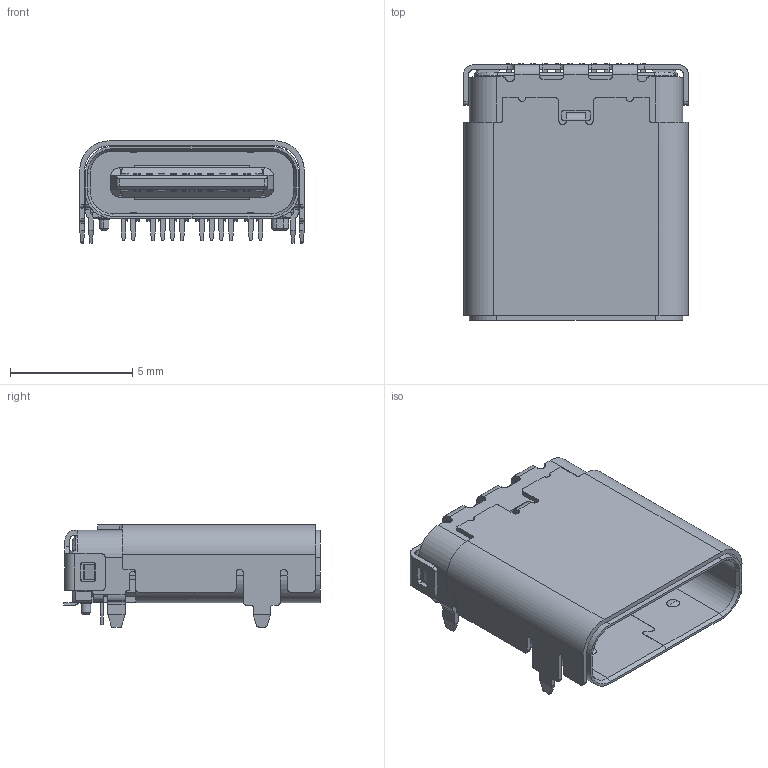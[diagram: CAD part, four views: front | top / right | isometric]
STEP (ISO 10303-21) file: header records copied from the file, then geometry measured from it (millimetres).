
FILE_DESCRIPTION(('FreeCAD Model'),'2;1');
FILE_NAME('M-12401548E4#2A-REVT1.step', '2017-10-25T17:48:13',('kicad StepUp'),('ksu MCAD'), 'Open CASCADE STEP processor 6.8','FreeCAD','Unknown');
FILE_SCHEMA(('AUTOMOTIVE_DESIGN_CC2 { 1 2 10303 214 -1 1 5 4 }'));
Length unit declared in the file: millimetre
Products named in the file (2): ASSEMBLY; M-12401548E4#2A-REVT1
Assembly tree (1 placements, depth 2):
  ASSEMBLY
    M-12401548E4#2A-REVT1
Bounding box: 9.2 x 10.5 x 4.18 mm (x, y, z)
Volume: 168.7 mm3; surface area: 861.5 mm2
Topology: 1 solids, 1 shells, 1474 faces, 4399 edges, 2859 vertices
Faces by surface type: plane 1150, cylinder 261, bspline 39, cone 24
Entity records: 50963 total; most frequent: CARTESIAN_POINT 12874, ORIENTED_EDGE 8766, DIRECTION 6686, EDGE_CURVE 4383, LINE 3408, VECTOR 3408, VERTEX_POINT 2859, AXIS2_PLACEMENT_3D 1639
